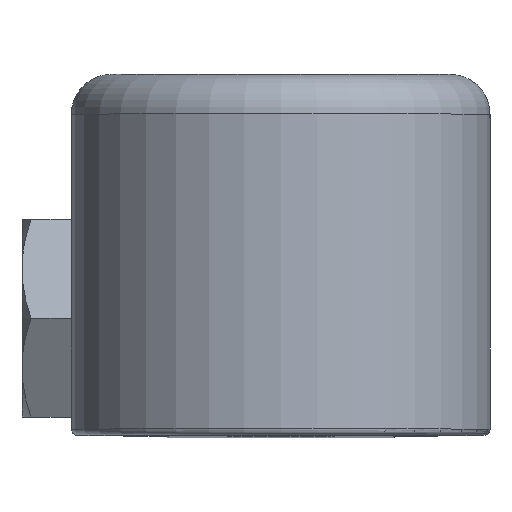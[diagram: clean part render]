
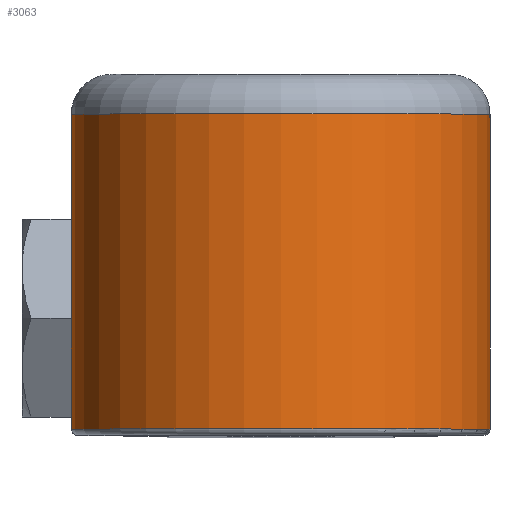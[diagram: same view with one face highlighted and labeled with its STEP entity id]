
A CAD part, top view. The second image highlights one B-rep face of the part: STEP entity #3063.
In plain terms, the highlighted cylindrical face has radius 25.4 mm (diameter 50.8 mm), a partial arc.
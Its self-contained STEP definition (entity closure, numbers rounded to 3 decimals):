
#239=DIRECTION('',(0.,1.,0.));
#240=VECTOR('',#239,37.719);
#241=CARTESIAN_POINT('',(25.4,0.762,0.));
#242=LINE('',#241,#240);
#1359=CARTESIAN_POINT('',(0.,0.762,0.));
#1360=DIRECTION('',(0.,-1.,0.));
#1361=DIRECTION('',(1.,0.,0.));
#1362=AXIS2_PLACEMENT_3D('',#1359,#1360,#1361);
#1367=DIRECTION('',(0.,1.,0.));
#1368=VECTOR('',#1367,0.508);
#1369=CARTESIAN_POINT('',(25.4,38.481,0.));
#1370=LINE('',#1369,#1368);
#1374=DIRECTION('',(0.,1.,0.));
#1375=VECTOR('',#1374,37.719);
#1376=CARTESIAN_POINT('',(-25.4,0.762,0.));
#1377=LINE('',#1376,#1375);
#1381=DIRECTION('',(0.,1.,0.));
#1382=VECTOR('',#1381,0.508);
#1383=CARTESIAN_POINT('',(-25.4,38.481,0.));
#1384=LINE('',#1383,#1382);
#1396=CARTESIAN_POINT('',(0.,38.989,0.));
#1397=DIRECTION('',(0.,1.,0.));
#1398=DIRECTION('',(-1.,0.,0.));
#1399=AXIS2_PLACEMENT_3D('',#1396,#1397,#1398);
#1739=CARTESIAN_POINT('',(-25.4,38.989,0.));
#1740=CARTESIAN_POINT('',(25.4,38.989,0.));
#1741=VERTEX_POINT('',#1739);
#1742=VERTEX_POINT('',#1740);
#1773=CARTESIAN_POINT('',(25.4,0.762,0.));
#1774=VERTEX_POINT('',#1773);
#1777=CARTESIAN_POINT('',(-25.4,0.762,0.));
#1778=VERTEX_POINT('',#1777);
#1927=CARTESIAN_POINT('',(25.4,38.481,0.));
#1928=VERTEX_POINT('',#1927);
#1933=CARTESIAN_POINT('',(-25.4,38.481,0.));
#1934=VERTEX_POINT('',#1933);
#3049=CARTESIAN_POINT('',(0.,0.,0.));
#3050=DIRECTION('',(0.,1.,0.));
#3051=DIRECTION('',(-1.,0.,0.));
#3052=AXIS2_PLACEMENT_3D('',#3049,#3050,#3051);
#3053=CYLINDRICAL_SURFACE('',#3052,25.4);
#3055=ORIENTED_EDGE('',*,*,#3054,.T.);
#3056=ORIENTED_EDGE('',*,*,#2240,.F.);
#3057=ORIENTED_EDGE('',*,*,#2187,.F.);
#3058=ORIENTED_EDGE('',*,*,#3043,.T.);
#3059=ORIENTED_EDGE('',*,*,#2549,.T.);
#3060=ORIENTED_EDGE('',*,*,#2258,.T.);
#3061=EDGE_LOOP('',(#3055,#3056,#3057,#3058,#3059,#3060));
#3062=FACE_OUTER_BOUND('',#3061,.F.);
#1363=CIRCLE('',#1362,25.4);
#1400=CIRCLE('',#1399,25.4);
#2187=EDGE_CURVE('',#1774,#1928,#242,.T.);
#2240=EDGE_CURVE('',#1928,#1742,#1370,.T.);
#2258=EDGE_CURVE('',#1934,#1741,#1384,.T.);
#2549=EDGE_CURVE('',#1778,#1934,#1377,.T.);
#3043=EDGE_CURVE('',#1774,#1778,#1363,.T.);
#3054=EDGE_CURVE('',#1741,#1742,#1400,.T.);
#3063=ADVANCED_FACE('',(#3062),#3053,.T.);
